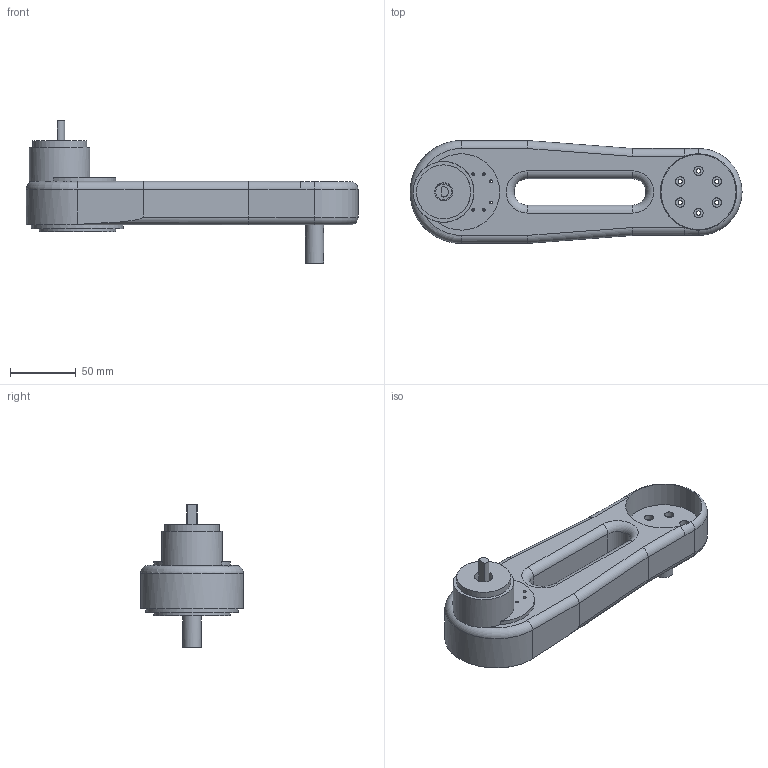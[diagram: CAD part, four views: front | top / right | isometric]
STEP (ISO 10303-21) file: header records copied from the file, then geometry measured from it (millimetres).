
FILE_DESCRIPTION(/* description */ (''),/* implementation_level */ '2;1');
FILE_NAME(/* name */ 'Eslabon1_ipt_e24a08d5.STEP',/* time_stamp */ '2022-04-22T23:36:21-05:00',/* author */ ('Alcatraz'),/* organization */ (''),/* preprocessor_version */ 'ST-DEVELOPER v18.1',/* originating_system */ 'Autodesk Inventor 2021',/* authorisation */ '');
FILE_SCHEMA (('AUTOMOTIVE_DESIGN { 1 0 10303 214 3 1 1 }'));
Length unit declared in the file: millimetre
Products named in the file (1): Eslabon1
Bounding box: 252 x 78 x 108 mm (x, y, z)
Volume: 453527.3 mm3; surface area: 100522.3 mm2
Topology: 1 solids, 17 shells, 1259 faces, 3528 edges, 2323 vertices
Faces by surface type: plane 828, cylinder 307, cone 44, bspline 30, torus 27, sphere 23
Full cylindrical faces by diameter (mm): 0.7 x12, 1.5 x3, 1.6 x4, 1.7 x6, 2 x10, 2.07 x4, 2.1 x8, 2.2 x32, 2.5 x1, 2.6 x1, 3 x4, 3.242 x6, 3.459 x1, 3.5 x4, 4 x10, 5.8 x2, 5.9 x1, 6.5 x1, 7 x6, 8 x1, 9.2 x1, 11 x1, 12 x2, 13.7 x1, 13.736 x1, 13.835 x2, 18.3 x1, 23 x1, 41.035 x2, 41.135 x1
Entity records: 43140 total; most frequent: CARTESIAN_POINT 9401, ORIENTED_EDGE 7040, DIRECTION 7011, EDGE_CURVE 3520, AXIS2_PLACEMENT_3D 2360, VERTEX_POINT 2323, LINE 2291, VECTOR 2291
